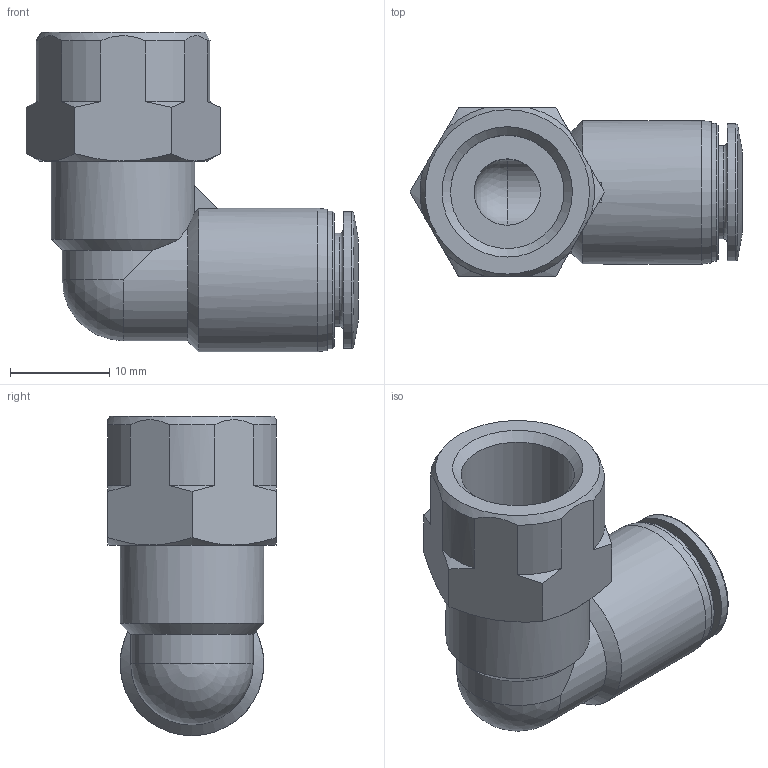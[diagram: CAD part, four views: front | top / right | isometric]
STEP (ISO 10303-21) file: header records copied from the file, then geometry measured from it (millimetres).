
FILE_DESCRIPTION(/* description */ ('STEP AP214'),/* implementation_level */ '2;1');
FILE_NAME(/* name */ '153277_QSLF-1_4-8-B',/* time_stamp */ '2024-09-10T12:07:17+02:00',/* author */ ('License CC BY-ND 4.0'),/* organization */ ('CADENAS'),/* preprocessor_version */ 'ST-DEVELOPER v19.3',/* originating_system */ 'PARTsolutions',/* authorisation */ ' ');
FILE_SCHEMA (('AUTOMOTIVE_DESIGN {1 0 10303 214 3 1 1}'));
Length unit declared in the file: millimetre
Products named in the file (1): 153277 QSLF-1/4-8-B
Bounding box: 33.52 x 17 x 32.25 mm (x, y, z)
Volume: 5694.9 mm3; surface area: 3986.1 mm2
Topology: 1 solids, 1 shells, 57 faces, 141 edges, 89 vertices
Faces by surface type: cone 19, cylinder 17, plane 16, torus 3, sphere 2
Full cylindrical faces by diameter (mm): 6.7 x2, 8 x1, 9.4 x1, 11.445 x1, 13.8 x1, 13.9 x1, 14.5 x2
Entity records: 1992 total; most frequent: CARTESIAN_POINT 373, DIRECTION 244, ORIENTED_EDGE 228, EDGE_CURVE 114, AXIS2_PLACEMENT_3D 110, VERTEX_POINT 81, EDGE_LOOP 81, FACE_BOUND 81
